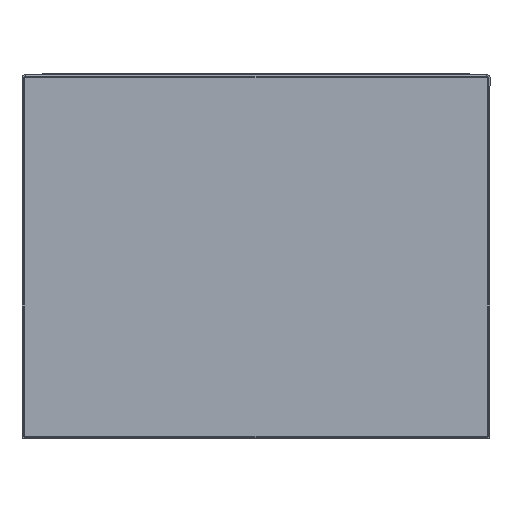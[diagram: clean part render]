
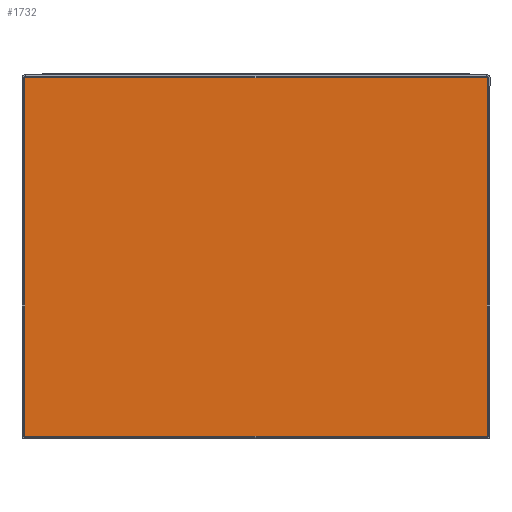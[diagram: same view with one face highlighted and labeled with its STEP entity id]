
A CAD part, front view. The second image highlights one B-rep face of the part: STEP entity #1732.
In plain terms, the highlighted face is planar.
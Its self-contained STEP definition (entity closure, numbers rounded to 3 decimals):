
#334 = CARTESIAN_POINT ( 'NONE',  ( 357.793, -277.763, 0. ) ) ;
#467 = LINE ( 'NONE', #10985, #6279 ) ;
#1116 = ORIENTED_EDGE ( 'NONE', *, *, #4931, .T. ) ;
#1175 = CARTESIAN_POINT ( 'NONE',  ( 2.207, -277.763, 0. ) ) ;
#1732 = ADVANCED_FACE ( 'NONE', ( #8978 ), #3027, .F. ) ;
#1750 = VECTOR ( 'NONE', #3865, 1000. ) ;
#2164 = LINE ( 'NONE', #8104, #1750 ) ;
#2246 = DIRECTION ( 'NONE',  ( 0., 0., 1. ) ) ;
#2469 = ORIENTED_EDGE ( 'NONE', *, *, #8003, .T. ) ;
#2513 = CARTESIAN_POINT ( 'NONE',  ( 357.793, 0., 0. ) ) ;
#2555 = VECTOR ( 'NONE', #3410, 1000. ) ;
#2609 = CARTESIAN_POINT ( 'NONE',  ( 357.793, -277.763, 0. ) ) ;
#3027 = PLANE ( 'NONE',  #6709 ) ;
#3410 = DIRECTION ( 'NONE',  ( 0., -1., 0. ) ) ;
#3504 = EDGE_CURVE ( 'NONE', #6231, #6860, #2164, .T. ) ;
#3865 = DIRECTION ( 'NONE',  ( -1., 0., 0. ) ) ;
#4594 = ORIENTED_EDGE ( 'NONE', *, *, #3504, .F. ) ;
#4931 = EDGE_CURVE ( 'NONE', #6231, #10518, #9590, .T. ) ;
#5733 = DIRECTION ( 'NONE',  ( 0., -1., 0. ) ) ;
#6231 = VERTEX_POINT ( 'NONE', #6938 ) ;
#6279 = VECTOR ( 'NONE', #5733, 1000. ) ;
#6709 = AXIS2_PLACEMENT_3D ( 'NONE', #8343, #2246, #11082 ) ;
#6860 = VERTEX_POINT ( 'NONE', #10647 ) ;
#6938 = CARTESIAN_POINT ( 'NONE',  ( 357.793, -2.237, 0. ) ) ;
#7319 = VERTEX_POINT ( 'NONE', #1175 ) ;
#7631 = EDGE_LOOP ( 'NONE', ( #2469, #7990, #4594, #1116 ) ) ;
#7990 = ORIENTED_EDGE ( 'NONE', *, *, #10755, .F. ) ;
#8003 = EDGE_CURVE ( 'NONE', #10518, #7319, #9499, .T. ) ;
#8104 = CARTESIAN_POINT ( 'NONE',  ( 0., -2.237, 0. ) ) ;
#8343 = CARTESIAN_POINT ( 'NONE',  ( 0., 0., 0. ) ) ;
#8814 = DIRECTION ( 'NONE',  ( -1., 0., 0. ) ) ;
#8978 = FACE_OUTER_BOUND ( 'NONE', #7631, .T. ) ;
#9499 = LINE ( 'NONE', #2609, #9767 ) ;
#9590 = LINE ( 'NONE', #2513, #2555 ) ;
#9767 = VECTOR ( 'NONE', #8814, 1000. ) ;
#10518 = VERTEX_POINT ( 'NONE', #334 ) ;
#10647 = CARTESIAN_POINT ( 'NONE',  ( 2.207, -2.237, 0. ) ) ;
#10755 = EDGE_CURVE ( 'NONE', #6860, #7319, #467, .T. ) ;
#10985 = CARTESIAN_POINT ( 'NONE',  ( 2.207, -1.5, 0. ) ) ;
#11082 = DIRECTION ( 'NONE',  ( 0., -1., 0. ) ) ;
